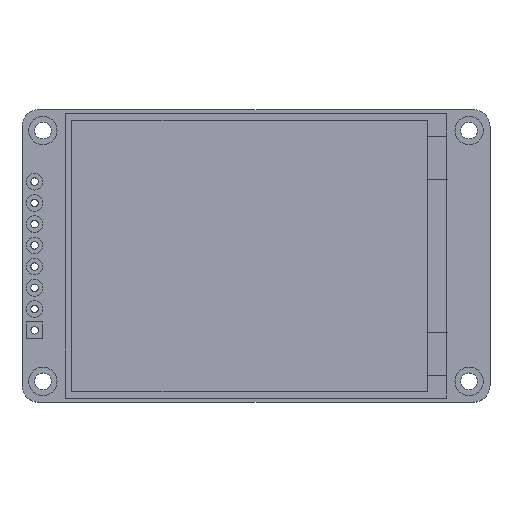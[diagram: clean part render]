
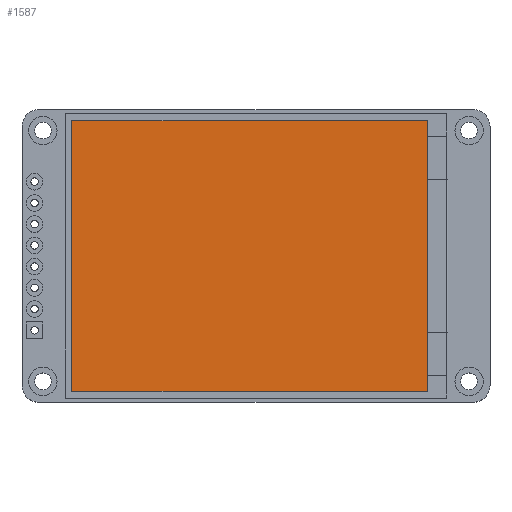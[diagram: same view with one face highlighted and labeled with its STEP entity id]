
A CAD part, top view. The second image highlights one B-rep face of the part: STEP entity #1587.
In plain terms, the highlighted planar face has unit normal (0, 0, 1).
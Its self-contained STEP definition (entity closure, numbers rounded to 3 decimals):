
#101=PLANE('',#1759);
#185=FACE_OUTER_BOUND('',#322,.T.);
#322=EDGE_LOOP('',(#1332,#1333,#1334,#1335));
#460=LINE('',#2627,#589);
#461=LINE('',#2629,#590);
#462=LINE('',#2631,#591);
#463=LINE('',#2632,#592);
#589=VECTOR('',#2163,10.);
#590=VECTOR('',#2164,10.);
#591=VECTOR('',#2165,10.);
#592=VECTOR('',#2166,10.);
#809=VERTEX_POINT('',#2625);
#810=VERTEX_POINT('',#2626);
#811=VERTEX_POINT('',#2628);
#812=VERTEX_POINT('',#2630);
#996=EDGE_CURVE('',#809,#810,#460,.T.);
#997=EDGE_CURVE('',#810,#811,#461,.T.);
#998=EDGE_CURVE('',#811,#812,#462,.T.);
#999=EDGE_CURVE('',#812,#809,#463,.T.);
#1332=ORIENTED_EDGE('',*,*,#996,.T.);
#1333=ORIENTED_EDGE('',*,*,#997,.T.);
#1334=ORIENTED_EDGE('',*,*,#998,.T.);
#1335=ORIENTED_EDGE('',*,*,#999,.T.);
#1587=ADVANCED_FACE('',(#185),#101,.T.);
#1759=AXIS2_PLACEMENT_3D('',#2624,#2161,#2162);
#2161=DIRECTION('center_axis',(0.,0.,1.));
#2162=DIRECTION('ref_axis',(1.,0.,0.));
#2163=DIRECTION('',(0.,1.,0.));
#2164=DIRECTION('',(-1.,0.,0.));
#2165=DIRECTION('',(0.,-1.,0.));
#2166=DIRECTION('',(1.,0.,0.));
#2624=CARTESIAN_POINT('Origin',(-27.641,17.5,4.15));
#2625=CARTESIAN_POINT('',(-7.53,1.33,4.15));
#2626=CARTESIAN_POINT('',(-7.53,33.67,4.15));
#2627=CARTESIAN_POINT('',(-7.53,0.5,4.15));
#2628=CARTESIAN_POINT('',(-50.02,33.67,4.15));
#2629=CARTESIAN_POINT('',(-7.53,33.67,4.15));
#2630=CARTESIAN_POINT('',(-50.02,1.33,4.15));
#2631=CARTESIAN_POINT('',(-50.02,34.5,4.15));
#2632=CARTESIAN_POINT('',(-50.85,1.33,4.15));
